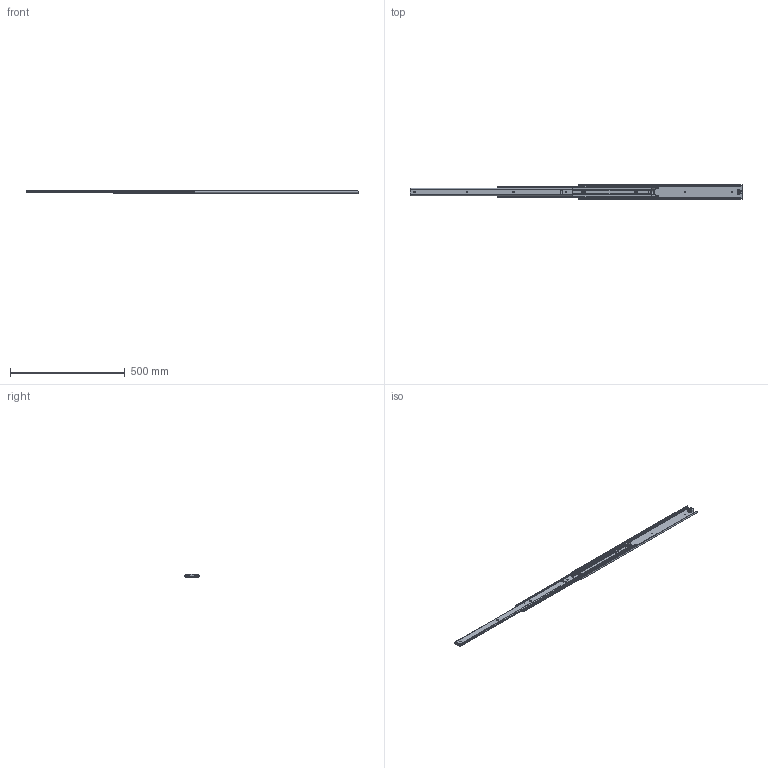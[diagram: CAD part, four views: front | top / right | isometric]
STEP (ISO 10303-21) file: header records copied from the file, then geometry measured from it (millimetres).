
FILE_DESCRIPTION (( 'STEP AP203' ), '1' );
FILE_NAME ('C630-28.STEP', '2020-05-25T07:06:56', ( '' ), ( '' ), 'SwSTEP 2.0', 'SolidWorks 2019', '' );
FILE_SCHEMA (( 'CONFIG_CONTROL_DESIGN' ));
Length unit declared in the file: millimetre
Products named in the file (9): PN161A; PN20E; C630-28; C630-28 IM; C630-28 CM; PN48B; PN160A; C630-28 OM; PN68
Assembly tree (10 placements, depth 2):
  C630-28
    C630-28 OM
    PN161A  x2
    PN20E
    C630-28 CM
    PN160A  x2
    PN48B
    C630-28 IM
    PN68
Bounding box: 1448.34 x 63 x 16 mm (x, y, z)
Volume: 281822.8 mm3; surface area: 320249.6 mm2
Topology: 10 solids, 10 shells, 635 faces, 1839 edges, 1214 vertices
Faces by surface type: plane 392, cylinder 241, cone 2
Entity records: 20521 total; most frequent: CARTESIAN_POINT 3941, ORIENTED_EDGE 3396, DIRECTION 3163, EDGE_CURVE 1698, VECTOR 1171, LINE 1171, VERTEX_POINT 1120, AXIS2_PLACEMENT_3D 996
